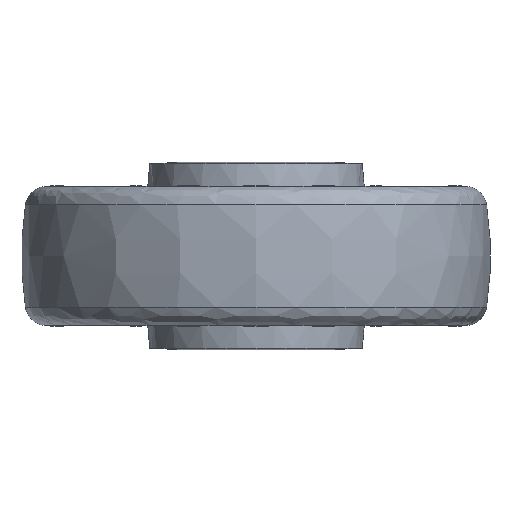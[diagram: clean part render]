
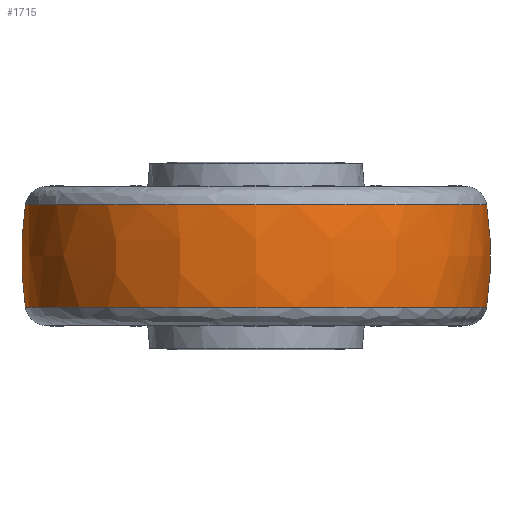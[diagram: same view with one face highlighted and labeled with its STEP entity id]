
A CAD part, front view. The second image highlights one B-rep face of the part: STEP entity #1715.
In plain terms, the highlighted free-form (B-spline) face has degree [3, 3] with [4, 4] control points.
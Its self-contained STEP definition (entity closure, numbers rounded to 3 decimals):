
#65 = CARTESIAN_POINT ( 'NONE',  ( -69.185, 0., -16.328 ) ) ;
#129 = CARTESIAN_POINT ( 'NONE',  ( 78.378, 0., 16.328 ) ) ;
#334 = CIRCLE ( 'NONE', #2531, 110. ) ;
#384 = DIRECTION ( 'NONE',  ( 1., 0., 0. ) ) ;
#451 = CARTESIAN_POINT ( 'NONE',  ( -69.185, -147.563, -16.328 ) ) ;
#493 = CARTESIAN_POINT ( 'NONE',  ( 80.006, 0., -5.483 ) ) ;
#512 = CARTESIAN_POINT ( 'NONE',  ( 39.596, 0., 0. ) ) ;
#566 = DIRECTION ( 'NONE',  ( 0., 0., 1. ) ) ;
#590 = EDGE_CURVE ( 'NONE', #2413, #3138, #1134, .T. ) ;
#773 = CARTESIAN_POINT ( 'NONE',  ( 80.006, 0., 5.483 ) ) ;
#780 = DIRECTION ( 'NONE',  ( -1., 0., 0. ) ) ;
#789 = EDGE_CURVE ( 'NONE', #2206, #1131, #1356, .T. ) ;
#815 = CARTESIAN_POINT ( 'NONE',  ( -69.185, -147.563, 16.328 ) ) ;
#839 = CARTESIAN_POINT ( 'NONE',  ( -70.813, 0., -5.483 ) ) ;
#911 = CARTESIAN_POINT ( 'NONE',  ( 4.596, 0., -16.328 ) ) ;
#1088 = EDGE_CURVE ( 'NONE', #1131, #2413, #334, .T. ) ;
#1131 = VERTEX_POINT ( 'NONE', #3558 ) ;
#1134 = CIRCLE ( 'NONE', #1631, 73.781 ) ;
#1208 = CARTESIAN_POINT ( 'NONE',  ( -69.185, 0., 16.328 ) ) ;
#1356 = CIRCLE ( 'NONE', #1481, 73.781 ) ;
#1481 = AXIS2_PLACEMENT_3D ( 'NONE', #911, #566, #2962 ) ;
#1488 = AXIS2_PLACEMENT_3D ( 'NONE', #512, #3950, #2632 ) ;
#1494 = EDGE_CURVE ( 'NONE', #2206, #3138, #2325, .T. ) ;
#1532 = CARTESIAN_POINT ( 'NONE',  ( 78.378, 0., 16.328 ) ) ;
#1631 = AXIS2_PLACEMENT_3D ( 'NONE', #1822, #1888, #780 ) ;
#1702 = ORIENTED_EDGE ( 'NONE', *, *, #1088, .T. ) ;
#1715 = ADVANCED_FACE ( 'NONE', ( #3826 ), #3180, .T. ) ;
#1818 = CARTESIAN_POINT ( 'NONE',  ( -70.813, 0., 5.483 ) ) ;
#1822 = CARTESIAN_POINT ( 'NONE',  ( 4.596, 0., 16.328 ) ) ;
#1888 = DIRECTION ( 'NONE',  ( 0., 0., -1. ) ) ;
#2063 = CARTESIAN_POINT ( 'NONE',  ( -30.404, 0., 0. ) ) ;
#2187 = CARTESIAN_POINT ( 'NONE',  ( 78.378, 0., -16.328 ) ) ;
#2206 = VERTEX_POINT ( 'NONE', #4086 ) ;
#2325 = CIRCLE ( 'NONE', #1488, 110. ) ;
#2342 = CARTESIAN_POINT ( 'NONE',  ( -69.185, 0., 16.328 ) ) ;
#2413 = VERTEX_POINT ( 'NONE', #129 ) ;
#2518 = CARTESIAN_POINT ( 'NONE',  ( 78.378, -147.563, -16.328 ) ) ;
#2531 = AXIS2_PLACEMENT_3D ( 'NONE', #2063, #3155, #384 ) ;
#2632 = DIRECTION ( 'NONE',  ( -1., 0., 0. ) ) ;
#2698 = ORIENTED_EDGE ( 'NONE', *, *, #1494, .F. ) ;
#2793 = CARTESIAN_POINT ( 'NONE',  ( 80.006, -150.818, -5.483 ) ) ;
#2962 = DIRECTION ( 'NONE',  ( -1., 0., 0. ) ) ;
#3138 = VERTEX_POINT ( 'NONE', #2342 ) ;
#3148 = ORIENTED_EDGE ( 'NONE', *, *, #789, .T. ) ;
#3155 = DIRECTION ( 'NONE',  ( 0., -1., 0. ) ) ;
#3180 =( BOUNDED_SURFACE ( )  B_SPLINE_SURFACE ( 3, 3, ( 
 ( #2187, #2518, #451, #65 ),
 ( #493, #2793, #3878, #839 ),
 ( #773, #3520, #3497, #1818 ),
 ( #1532, #3477, #815, #1208 ) ),
 .UNSPECIFIED., .F., .F., .F. ) 
 B_SPLINE_SURFACE_WITH_KNOTS ( ( 4, 4 ),
 ( 4, 4 ),
 ( 0., 1. ),
 ( 0., 1. ),
 .UNSPECIFIED. ) 
 GEOMETRIC_REPRESENTATION_ITEM ( )  RATIONAL_B_SPLINE_SURFACE ( (
 ( 1., 0.333, 0.333, 1.),
 ( 0.993, 0.331, 0.331, 0.993),
 ( 0.993, 0.331, 0.331, 0.993),
 ( 1., 0.333, 0.333, 1.) ) ) 
 REPRESENTATION_ITEM ( '' )  SURFACE ( )  );
#3477 = CARTESIAN_POINT ( 'NONE',  ( 78.378, -147.563, 16.328 ) ) ;
#3497 = CARTESIAN_POINT ( 'NONE',  ( -70.813, -150.818, 5.483 ) ) ;
#3520 = CARTESIAN_POINT ( 'NONE',  ( 80.006, -150.818, 5.483 ) ) ;
#3558 = CARTESIAN_POINT ( 'NONE',  ( 78.378, 0., -16.328 ) ) ;
#3613 = ORIENTED_EDGE ( 'NONE', *, *, #590, .T. ) ;
#3705 = EDGE_LOOP ( 'NONE', ( #3148, #1702, #3613, #2698 ) ) ;
#3826 = FACE_OUTER_BOUND ( 'NONE', #3705, .T. ) ;
#3878 = CARTESIAN_POINT ( 'NONE',  ( -70.813, -150.818, -5.483 ) ) ;
#3950 = DIRECTION ( 'NONE',  ( 0., 1., 0. ) ) ;
#4086 = CARTESIAN_POINT ( 'NONE',  ( -69.185, 0., -16.328 ) ) ;
